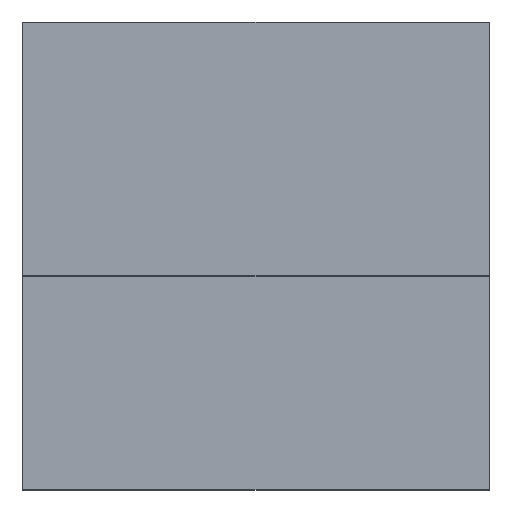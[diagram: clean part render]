
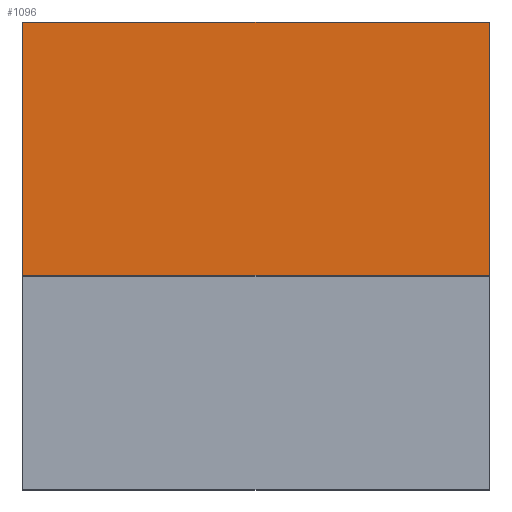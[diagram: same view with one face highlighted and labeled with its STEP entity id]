
A CAD part, top view. The second image highlights one B-rep face of the part: STEP entity #1096.
In plain terms, the highlighted planar face has unit normal (0, 0, 1).
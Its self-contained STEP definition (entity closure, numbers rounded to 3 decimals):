
#300=ORIENTED_EDGE('',*,*,#456,.F.);
#301=ORIENTED_EDGE('',*,*,#455,.T.);
#302=ORIENTED_EDGE('',*,*,#444,.T.);
#303=ORIENTED_EDGE('',*,*,#436,.T.);
#436=EDGE_CURVE('',#531,#529,#666,.T.);
#444=EDGE_CURVE('',#537,#531,#674,.T.);
#455=EDGE_CURVE('',#544,#537,#681,.T.);
#456=EDGE_CURVE('',#544,#529,#682,.T.);
#529=VERTEX_POINT('',#1714);
#531=VERTEX_POINT('',#1717);
#537=VERTEX_POINT('',#1733);
#544=VERTEX_POINT('',#1753);
#666=LINE('',#1716,#804);
#674=LINE('',#1732,#812);
#681=LINE('',#1755,#819);
#682=LINE('',#1757,#820);
#804=VECTOR('',#1418,1000.);
#812=VECTOR('',#1430,1000.);
#819=VECTOR('',#1453,1000.);
#820=VECTOR('',#1456,1000.);
#891=EDGE_LOOP('',(#300,#301,#302,#303));
#967=FACE_BOUND('',#891,.T.);
#1032=PLANE('',#1180);
#1096=ADVANCED_FACE('',(#967),#1032,.T.);
#1180=AXIS2_PLACEMENT_3D('',#1756,#1454,#1455);
#1418=DIRECTION('',(-1.,0.,0.));
#1430=DIRECTION('',(0.,1.,0.));
#1453=DIRECTION('',(1.,0.,0.));
#1454=DIRECTION('',(0.,0.,1.));
#1455=DIRECTION('',(1.,0.,0.));
#1456=DIRECTION('',(0.,1.,0.));
#1714=CARTESIAN_POINT('',(-0.3,3.5,14.));
#1716=CARTESIAN_POINT('',(3.5,3.5,14.));
#1717=CARTESIAN_POINT('',(3.5,3.5,14.));
#1732=CARTESIAN_POINT('',(3.5,-3.5,14.));
#1733=CARTESIAN_POINT('',(3.5,-3.5,14.));
#1753=CARTESIAN_POINT('',(-0.3,-3.5,14.));
#1755=CARTESIAN_POINT('',(-3.5,-3.5,14.));
#1756=CARTESIAN_POINT('',(-3.5,-3.5,14.));
#1757=CARTESIAN_POINT('',(-0.3,-3.5,14.));
